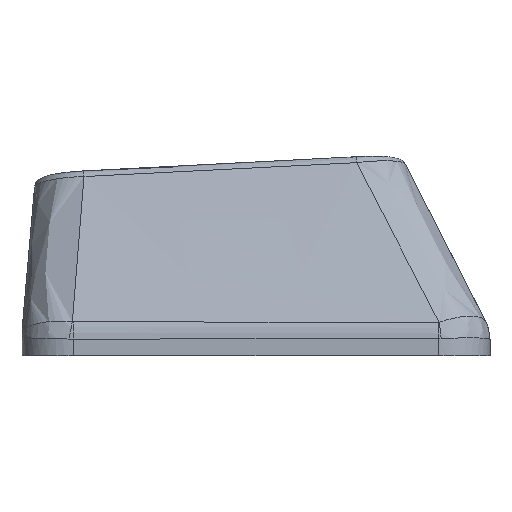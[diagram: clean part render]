
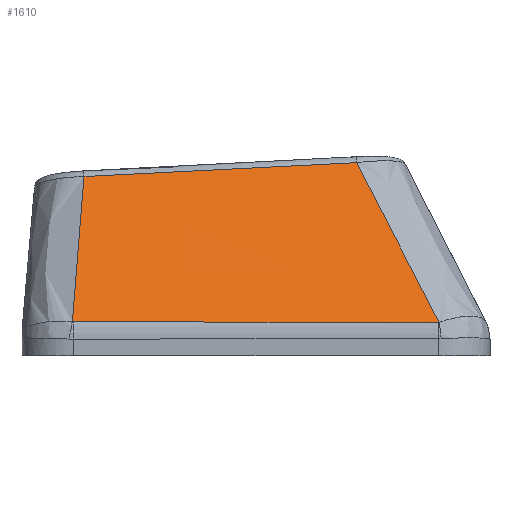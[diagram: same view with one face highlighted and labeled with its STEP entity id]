
A CAD part, left-side view. The second image highlights one B-rep face of the part: STEP entity #1610.
In plain terms, the highlighted free-form (B-spline) face has degree [3, 3] with [4, 4] control points.
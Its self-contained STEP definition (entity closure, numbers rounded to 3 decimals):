
#51=B_SPLINE_SURFACE_WITH_KNOTS('',3,3,((#3835,#3836,#3837,#3838),(#3839,
#3840,#3841,#3842),(#3843,#3844,#3845,#3846),(#3847,#3848,#3849,#3850)),
 .UNSPECIFIED.,.F.,.F.,.F.,(4,4),(4,4),(0.107,0.899),
(0.039,0.956),.UNSPECIFIED.);
#334=FACE_OUTER_BOUND('',#433,.T.);
#433=EDGE_LOOP('',(#1385,#1386,#1387,#1388,#1389,#1390));
#543=B_SPLINE_CURVE_WITH_KNOTS('',3,(#3445,#3446,#3447,#3448),
 .UNSPECIFIED.,.F.,.F.,(4,4),(0.,0.003),
 .UNSPECIFIED.);
#544=B_SPLINE_CURVE_WITH_KNOTS('',3,(#3466,#3467,#3468,#3469),
 .UNSPECIFIED.,.F.,.F.,(4,4),(-1.416,0.),.UNSPECIFIED.);
#547=B_SPLINE_CURVE_WITH_KNOTS('',3,(#3499,#3500,#3501,#3502),
 .UNSPECIFIED.,.F.,.F.,(4,4),(0.,0.004),
 .UNSPECIFIED.);
#564=B_SPLINE_CURVE_WITH_KNOTS('',3,(#3821,#3822,#3823,#3824),
 .UNSPECIFIED.,.F.,.F.,(4,4),(-0.661,-0.029),
 .UNSPECIFIED.);
#567=B_SPLINE_CURVE_WITH_KNOTS('',3,(#3852,#3853,#3854,#3855),
 .UNSPECIFIED.,.F.,.F.,(4,4),(0.032,0.785),
 .UNSPECIFIED.);
#568=B_SPLINE_CURVE_WITH_KNOTS('',3,(#3856,#3857,#3858,#3859),
 .UNSPECIFIED.,.F.,.F.,(4,4),(0.,1.059),.UNSPECIFIED.);
#729=VERTEX_POINT('',#3407);
#731=VERTEX_POINT('',#3438);
#733=VERTEX_POINT('',#3465);
#735=VERTEX_POINT('',#3492);
#753=VERTEX_POINT('',#3820);
#755=VERTEX_POINT('',#3851);
#946=EDGE_CURVE('',#729,#731,#543,.T.);
#947=EDGE_CURVE('',#731,#733,#544,.T.);
#952=EDGE_CURVE('',#733,#735,#547,.T.);
#979=EDGE_CURVE('',#735,#753,#564,.T.);
#982=EDGE_CURVE('',#755,#729,#567,.T.);
#983=EDGE_CURVE('',#753,#755,#568,.T.);
#1385=ORIENTED_EDGE('',*,*,#952,.F.);
#1386=ORIENTED_EDGE('',*,*,#947,.F.);
#1387=ORIENTED_EDGE('',*,*,#946,.F.);
#1388=ORIENTED_EDGE('',*,*,#982,.F.);
#1389=ORIENTED_EDGE('',*,*,#983,.F.);
#1390=ORIENTED_EDGE('',*,*,#979,.F.);
#1610=ADVANCED_FACE('',(#334),#51,.F.);
#3407=CARTESIAN_POINT('',(-16.087,-7.107,0.299));
#3438=CARTESIAN_POINT('',(-16.088,-7.079,0.298));
#3445=CARTESIAN_POINT('Ctrl Pts',(-16.087,-7.107,0.299));
#3446=CARTESIAN_POINT('Ctrl Pts',(-16.087,-7.098,0.298));
#3447=CARTESIAN_POINT('Ctrl Pts',(-16.088,-7.088,0.298));
#3448=CARTESIAN_POINT('Ctrl Pts',(-16.088,-7.079,0.298));
#3465=CARTESIAN_POINT('',(-16.065,7.082,0.318));
#3466=CARTESIAN_POINT('Ctrl Pts',(-16.088,-7.079,0.298));
#3467=CARTESIAN_POINT('Ctrl Pts',(-16.081,-2.359,0.304));
#3468=CARTESIAN_POINT('Ctrl Pts',(-16.073,2.361,0.311));
#3469=CARTESIAN_POINT('Ctrl Pts',(-16.065,7.082,0.318));
#3492=CARTESIAN_POINT('',(-16.063,7.125,0.322));
#3499=CARTESIAN_POINT('Ctrl Pts',(-16.065,7.082,0.318));
#3500=CARTESIAN_POINT('Ctrl Pts',(-16.065,7.096,0.318));
#3501=CARTESIAN_POINT('Ctrl Pts',(-16.064,7.111,0.319));
#3502=CARTESIAN_POINT('Ctrl Pts',(-16.063,7.125,0.322));
#3820=CARTESIAN_POINT('',(-13.24,6.675,5.956));
#3821=CARTESIAN_POINT('Ctrl Pts',(-16.063,7.125,0.322));
#3822=CARTESIAN_POINT('Ctrl Pts',(-15.119,6.972,2.199));
#3823=CARTESIAN_POINT('Ctrl Pts',(-14.178,6.821,4.077));
#3824=CARTESIAN_POINT('Ctrl Pts',(-13.24,6.675,5.956));
#3835=CARTESIAN_POINT('Ctrl Pts',(-13.234,7.033,5.949));
#3836=CARTESIAN_POINT('Ctrl Pts',(-14.185,7.064,4.057));
#3837=CARTESIAN_POINT('Ctrl Pts',(-15.136,7.095,2.164));
#3838=CARTESIAN_POINT('Ctrl Pts',(-16.088,7.126,0.272));
#3839=CARTESIAN_POINT('Ctrl Pts',(-13.234,3.263,6.137));
#3840=CARTESIAN_POINT('Ctrl Pts',(-14.185,2.969,4.185));
#3841=CARTESIAN_POINT('Ctrl Pts',(-15.136,2.675,2.233));
#3842=CARTESIAN_POINT('Ctrl Pts',(-16.088,2.382,0.28));
#3843=CARTESIAN_POINT('Ctrl Pts',(-13.234,-0.506,
6.324));
#3844=CARTESIAN_POINT('Ctrl Pts',(-14.185,-1.125,4.313));
#3845=CARTESIAN_POINT('Ctrl Pts',(-15.136,-1.744,2.301));
#3846=CARTESIAN_POINT('Ctrl Pts',(-16.088,-2.363,0.289));
#3847=CARTESIAN_POINT('Ctrl Pts',(-13.234,-4.275,6.512));
#3848=CARTESIAN_POINT('Ctrl Pts',(-14.185,-5.219,4.441));
#3849=CARTESIAN_POINT('Ctrl Pts',(-15.136,-6.163,2.369));
#3850=CARTESIAN_POINT('Ctrl Pts',(-16.088,-7.107,0.298));
#3851=CARTESIAN_POINT('',(-13.234,-3.9,6.494));
#3852=CARTESIAN_POINT('Ctrl Pts',(-13.234,-3.9,6.494));
#3853=CARTESIAN_POINT('Ctrl Pts',(-14.188,-4.972,4.431));
#3854=CARTESIAN_POINT('Ctrl Pts',(-15.138,-6.04,2.366));
#3855=CARTESIAN_POINT('Ctrl Pts',(-16.087,-7.107,0.299));
#3856=CARTESIAN_POINT('Ctrl Pts',(-13.24,6.675,5.956));
#3857=CARTESIAN_POINT('Ctrl Pts',(-13.238,3.15,6.135));
#3858=CARTESIAN_POINT('Ctrl Pts',(-13.236,-0.375,6.314));
#3859=CARTESIAN_POINT('Ctrl Pts',(-13.234,-3.9,6.494));
